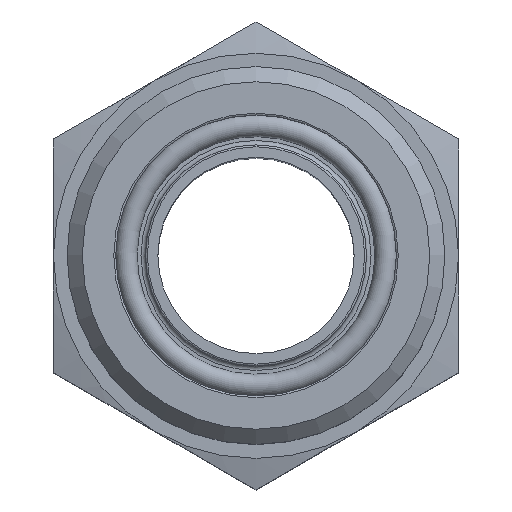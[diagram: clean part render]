
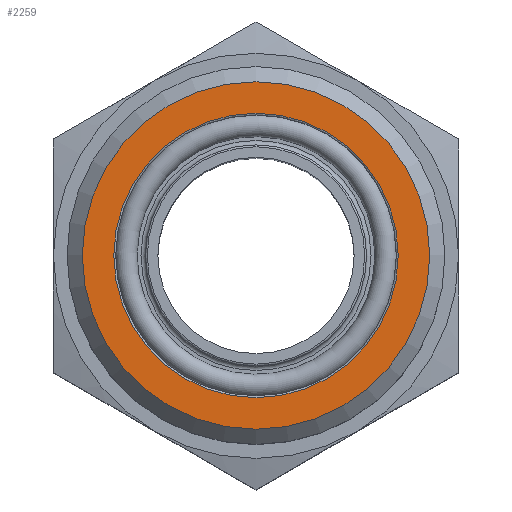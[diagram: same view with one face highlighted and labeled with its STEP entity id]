
A CAD part, top view. The second image highlights one B-rep face of the part: STEP entity #2259.
In plain terms, the highlighted planar face has unit normal (0, 0, 1).
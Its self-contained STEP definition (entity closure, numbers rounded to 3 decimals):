
#2208=CARTESIAN_POINT('',(0.,-11.235,47.5));
#2209=VERTEX_POINT('',#2208);
#2210=CARTESIAN_POINT('',(0.0,0.0,47.5));
#2211=DIRECTION('',(0.0,0.0,1.0));
#2212=DIRECTION('',(0.0,1.0,0.0));
#2213=AXIS2_PLACEMENT_3D('',#2210,#2211,#2212);
#2214=CIRCLE('',#2213,11.235);
#2215=EDGE_CURVE('',#2209,#2209,#2214,.T.);
#2240=CARTESIAN_POINT('',(0.,0.,47.5));
#2241=DIRECTION('',(0.0,0.0,1.0));
#2242=DIRECTION('',(1.0,0.0,0.0));
#2243=AXIS2_PLACEMENT_3D('',#2240,#2241,#2242);
#2244=PLANE('',#2243);
#2245=CARTESIAN_POINT('',(13.725,0.,47.5));
#2246=VERTEX_POINT('',#2245);
#2247=CARTESIAN_POINT('',(0.0,0.0,47.5));
#2248=DIRECTION('',(0.0,0.0,-1.0));
#2249=DIRECTION('',(-1.0,0.0,0.0));
#2250=AXIS2_PLACEMENT_3D('',#2247,#2248,#2249);
#2251=CIRCLE('',#2250,13.725);
#2252=EDGE_CURVE('',#2246,#2246,#2251,.T.);
#2253=ORIENTED_EDGE('',*,*,#2252,.F.);
#2254=EDGE_LOOP('',(#2253));
#2255=FACE_OUTER_BOUND('',#2254,.T.);
#2256=ORIENTED_EDGE('',*,*,#2215,.F.);
#2257=EDGE_LOOP('',(#2256));
#2258=FACE_BOUND('',#2257,.T.);
#2259=ADVANCED_FACE('',(#2255,#2258),#2244,.T.);
